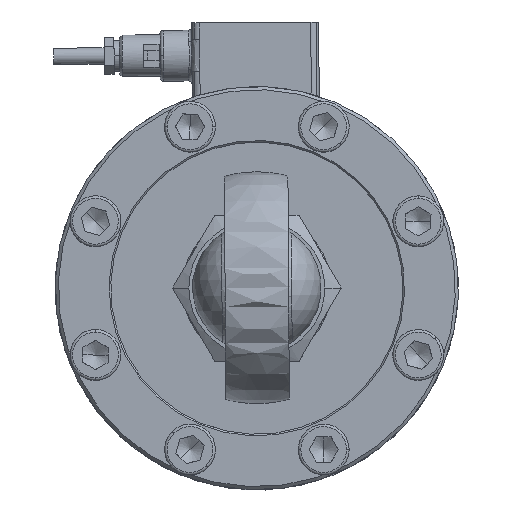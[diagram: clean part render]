
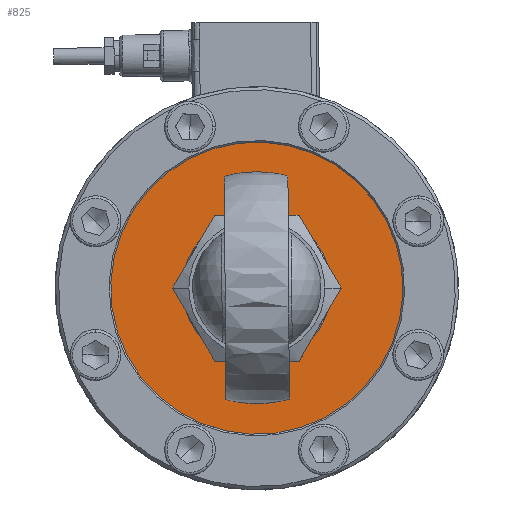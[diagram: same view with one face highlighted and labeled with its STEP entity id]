
A CAD part, top view. The second image highlights one B-rep face of the part: STEP entity #825.
In plain terms, the highlighted face is planar.
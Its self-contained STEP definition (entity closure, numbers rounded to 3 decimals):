
#825=ADVANCED_FACE('0:1560',(#1675,#1676),#1677,.T.);
#1675=FACE_OUTER_BOUND('',#2752,.T.);
#1676=FACE_BOUND('',#2753,.T.);
#1677=PLANE('',#2754);
#2752=EDGE_LOOP('',(#4042,#4043));
#2753=EDGE_LOOP('',(#4044,#4045));
#2754=AXIS2_PLACEMENT_3D('',#4046,#4047,#4048);
#4042=ORIENTED_EDGE('',*,*,#6693,.F.);
#4043=ORIENTED_EDGE('',*,*,#6694,.F.);
#4044=ORIENTED_EDGE('',*,*,#6695,.T.);
#4045=ORIENTED_EDGE('',*,*,#6696,.T.);
#4046=CARTESIAN_POINT('',(106.466,137.159,0.0));
#4047=DIRECTION('',(1.0,0.,0.0));
#4048=DIRECTION('',(0.,-1.0,0.0));
#6693=EDGE_CURVE('0:1641',#7794,#7795,#7796,.T.);
#6694=EDGE_CURVE('',#7795,#7794,#7797,.T.);
#6695=EDGE_CURVE('0:1653',#7798,#7799,#7800,.T.);
#6696=EDGE_CURVE('',#7799,#7798,#7801,.T.);
#7794=VERTEX_POINT('',#9381);
#7795=VERTEX_POINT('',#9382);
#7796=CIRCLE('',#9383,46.);
#7797=CIRCLE('',#9384,46.);
#7798=VERTEX_POINT('',#9385);
#7799=VERTEX_POINT('',#9386);
#7800=CIRCLE('',#9387,23.5);
#7801=CIRCLE('',#9388,23.5);
#9381=CARTESIAN_POINT('',(106.466,56.409,0.));
#9382=CARTESIAN_POINT('',(106.466,148.409,0.));
#9383=AXIS2_PLACEMENT_3D('',#11778,#11779,#11780);
#9384=AXIS2_PLACEMENT_3D('',#11781,#11782,#11783);
#9385=CARTESIAN_POINT('',(106.466,78.909,-0.0));
#9386=CARTESIAN_POINT('',(106.466,125.909,0.));
#9387=AXIS2_PLACEMENT_3D('',#11784,#11785,#11786);
#9388=AXIS2_PLACEMENT_3D('',#11787,#11788,#11789);
#11778=CARTESIAN_POINT('',(106.466,102.409,0.0));
#11779=DIRECTION('',(-1.0,0.0,0.0));
#11780=DIRECTION('',(0.0,1.0,0.0));
#11781=CARTESIAN_POINT('',(106.466,102.409,0.0));
#11782=DIRECTION('',(-1.0,0.0,0.0));
#11783=DIRECTION('',(0.0,1.0,0.0));
#11784=CARTESIAN_POINT('',(106.466,102.409,0.0));
#11785=DIRECTION('',(-1.0,0.0,0.0));
#11786=DIRECTION('',(0.0,1.0,0.0));
#11787=CARTESIAN_POINT('',(106.466,102.409,0.0));
#11788=DIRECTION('',(-1.0,0.0,0.0));
#11789=DIRECTION('',(0.0,1.0,0.0));
